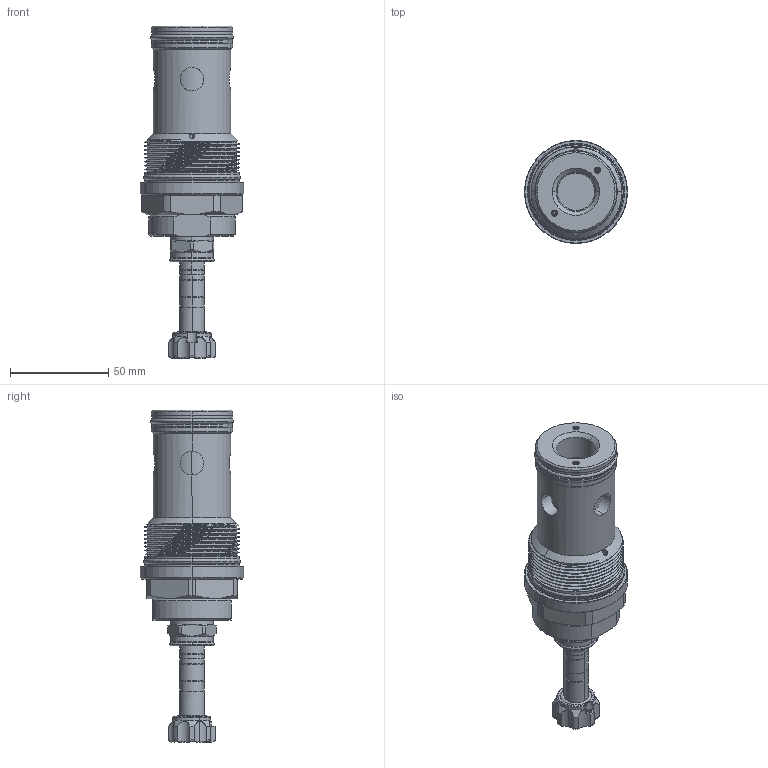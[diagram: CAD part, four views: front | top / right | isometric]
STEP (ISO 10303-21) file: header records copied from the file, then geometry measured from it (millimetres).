
FILE_DESCRIPTION (( 'STEP AP203' ), '1' );
FILE_NAME ('EP18A2A31N95.STEP', '2020-03-31T06:17:41', ( '' ), ( '' ), 'SwSTEP 2.0', 'SolidWorks 2018', '' );
FILE_SCHEMA (( 'CONFIG_CONTROL_DESIGN' ));
Length unit declared in the file: millimetre
Products named in the file (1): EP18A2A31N95
Bounding box: 52.37 x 52.37 x 168.6 mm (x, y, z)
Volume: 163393.4 mm3; surface area: 32655.6 mm2
Topology: 10 solids, 10 shells, 416 faces, 996 edges, 610 vertices
Faces by surface type: cylinder 179, cone 77, plane 68, torus 47, bspline 41, sphere 4
Entity records: 18188 total; most frequent: CARTESIAN_POINT 8866, ORIENTED_EDGE 1968, DIRECTION 1920, EDGE_CURVE 984, AXIS2_PLACEMENT_3D 802, VERTEX_POINT 604, EDGE_LOOP 444, CIRCLE 426
